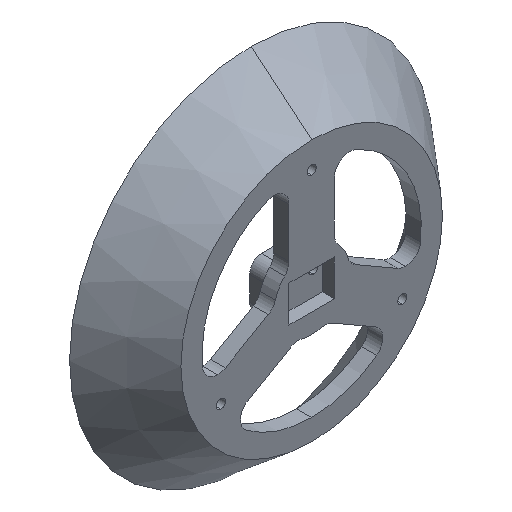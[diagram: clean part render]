
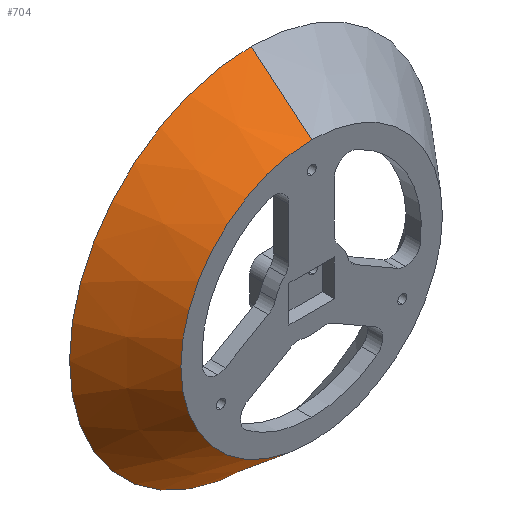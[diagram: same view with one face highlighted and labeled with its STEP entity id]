
A CAD part, isometric view. The second image highlights one B-rep face of the part: STEP entity #704.
In plain terms, the highlighted conical face has half-angle 40 degrees and reference radius 60 mm.
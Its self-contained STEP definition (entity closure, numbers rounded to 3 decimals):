
#43 = LINE ( 'NONE', #1364, #791 ) ;
#187 = AXIS2_PLACEMENT_3D ( 'NONE', #1365, #1873, #535 ) ;
#222 = EDGE_CURVE ( 'NONE', #2081, #1757, #1814, .T. ) ;
#233 = VERTEX_POINT ( 'NONE', #1789 ) ;
#250 = DIRECTION ( 'NONE',  ( 0., 0., 1. ) ) ;
#259 = EDGE_CURVE ( 'NONE', #279, #2081, #1164, .T. ) ;
#279 = VERTEX_POINT ( 'NONE', #1374 ) ;
#412 = DIRECTION ( 'NONE',  ( 0., 0.766, -0.643 ) ) ;
#441 = DIRECTION ( 'NONE',  ( 0., 1., 0. ) ) ;
#496 = DIRECTION ( 'NONE',  ( 0., 0.766, 0.643 ) ) ;
#498 = EDGE_CURVE ( 'NONE', #233, #1757, #1058, .T. ) ;
#535 = DIRECTION ( 'NONE',  ( 0., 0., 1. ) ) ;
#704 = ADVANCED_FACE ( 'NONE', ( #1410 ), #1529, .T. ) ;
#708 = CARTESIAN_POINT ( 'NONE',  ( 0., 0., 60. ) ) ;
#757 = ORIENTED_EDGE ( 'NONE', *, *, #498, .F. ) ;
#791 = VECTOR ( 'NONE', #412, 1000. ) ;
#891 = AXIS2_PLACEMENT_3D ( 'NONE', #1085, #441, #250 ) ;
#959 = ORIENTED_EDGE ( 'NONE', *, *, #259, .T. ) ;
#1058 = CIRCLE ( 'NONE', #1728, 60. ) ;
#1066 = CARTESIAN_POINT ( 'NONE',  ( 0., 0., 60. ) ) ;
#1085 = CARTESIAN_POINT ( 'NONE',  ( 0., 0., 0. ) ) ;
#1164 = CIRCLE ( 'NONE', #187, 43.218 ) ;
#1304 = EDGE_LOOP ( 'NONE', ( #1511, #959, #1979, #757 ) ) ;
#1329 = CARTESIAN_POINT ( 'NONE',  ( 0., -20., 43.218 ) ) ;
#1337 = VECTOR ( 'NONE', #496, 1000. ) ;
#1339 = EDGE_CURVE ( 'NONE', #279, #233, #43, .T. ) ;
#1364 = CARTESIAN_POINT ( 'NONE',  ( 0., 0., -60. ) ) ;
#1365 = CARTESIAN_POINT ( 'NONE',  ( 0., -20., 0. ) ) ;
#1374 = CARTESIAN_POINT ( 'NONE',  ( 0., -20., -43.218 ) ) ;
#1410 = FACE_OUTER_BOUND ( 'NONE', #1304, .T. ) ;
#1511 = ORIENTED_EDGE ( 'NONE', *, *, #1339, .F. ) ;
#1529 = CONICAL_SURFACE ( 'NONE', #891, 60., 0.698 ) ;
#1728 = AXIS2_PLACEMENT_3D ( 'NONE', #2064, #1777, #2109 ) ;
#1757 = VERTEX_POINT ( 'NONE', #1066 ) ;
#1777 = DIRECTION ( 'NONE',  ( 0., 1., 0. ) ) ;
#1789 = CARTESIAN_POINT ( 'NONE',  ( 0., 0., -60. ) ) ;
#1814 = LINE ( 'NONE', #708, #1337 ) ;
#1873 = DIRECTION ( 'NONE',  ( 0., 1., 0. ) ) ;
#1979 = ORIENTED_EDGE ( 'NONE', *, *, #222, .T. ) ;
#2064 = CARTESIAN_POINT ( 'NONE',  ( 0., 0., 0. ) ) ;
#2081 = VERTEX_POINT ( 'NONE', #1329 ) ;
#2109 = DIRECTION ( 'NONE',  ( 0., 0., 1. ) ) ;
